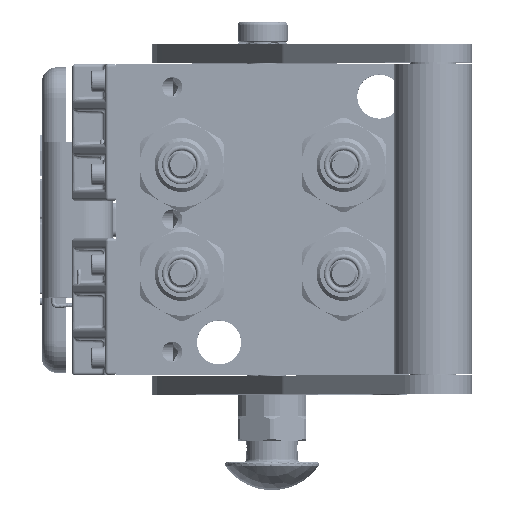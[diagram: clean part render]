
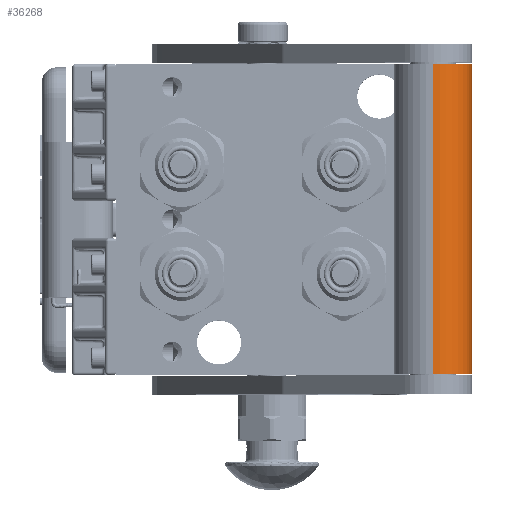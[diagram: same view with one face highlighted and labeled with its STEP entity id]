
A CAD part, top view. The second image highlights one B-rep face of the part: STEP entity #36268.
In plain terms, the highlighted cylindrical face has radius 12.5 mm (diameter 25 mm), a partial arc.
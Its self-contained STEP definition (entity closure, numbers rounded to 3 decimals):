
#858 = VERTEX_POINT ( 'NONE', #126697 ) ;
#3159 = DIRECTION ( 'NONE',  ( 1., 0., 0. ) ) ;
#6345 = CARTESIAN_POINT ( 'NONE',  ( 104., 0., 12.5 ) ) ;
#12691 = DIRECTION ( 'NONE',  ( 1., 0., 0. ) ) ;
#13141 = CARTESIAN_POINT ( 'NONE',  ( 4.5, 0., 0. ) ) ;
#16368 = CIRCLE ( 'NONE', #117563, 12.5 ) ;
#18790 = VERTEX_POINT ( 'NONE', #75546 ) ;
#20724 = CIRCLE ( 'NONE', #101669, 12.5 ) ;
#24151 = DIRECTION ( 'NONE',  ( 0., 0., -1. ) ) ;
#27703 = CARTESIAN_POINT ( 'NONE',  ( 104., 0., -12.5 ) ) ;
#29906 = ORIENTED_EDGE ( 'NONE', *, *, #108778, .F. ) ;
#32677 = ORIENTED_EDGE ( 'NONE', *, *, #49910, .T. ) ;
#36268 = ADVANCED_FACE ( 'NONE', ( #141683 ), #112632, .T. ) ;
#43562 = CARTESIAN_POINT ( 'NONE',  ( 104., 0., -12.5 ) ) ;
#44277 = EDGE_LOOP ( 'NONE', ( #70282, #29906, #88455, #32677 ) ) ;
#44671 = DIRECTION ( 'NONE',  ( 0., 0., -1. ) ) ;
#49910 = EDGE_CURVE ( 'NONE', #119371, #18790, #57269, .T. ) ;
#53024 = DIRECTION ( 'NONE',  ( -1., 0., 0. ) ) ;
#57269 = LINE ( 'NONE', #27703, #72463 ) ;
#60109 = VERTEX_POINT ( 'NONE', #6345 ) ;
#62058 = EDGE_CURVE ( 'NONE', #119371, #60109, #16368, .T. ) ;
#67454 = EDGE_CURVE ( 'NONE', #18790, #858, #20724, .T. ) ;
#70282 = ORIENTED_EDGE ( 'NONE', *, *, #67454, .T. ) ;
#72463 = VECTOR ( 'NONE', #124631, 1000. ) ;
#75546 = CARTESIAN_POINT ( 'NONE',  ( 4.5, 0., -12.5 ) ) ;
#75983 = VECTOR ( 'NONE', #106126, 1000. ) ;
#85905 = CARTESIAN_POINT ( 'NONE',  ( -5.425, 0., 0. ) ) ;
#88455 = ORIENTED_EDGE ( 'NONE', *, *, #62058, .F. ) ;
#93110 = LINE ( 'NONE', #107076, #75983 ) ;
#101669 = AXIS2_PLACEMENT_3D ( 'NONE', #13141, #12691, #44671 ) ;
#106126 = DIRECTION ( 'NONE',  ( -1., 0., 0. ) ) ;
#107076 = CARTESIAN_POINT ( 'NONE',  ( 104., 0., 12.5 ) ) ;
#108778 = EDGE_CURVE ( 'NONE', #60109, #858, #93110, .T. ) ;
#109830 = AXIS2_PLACEMENT_3D ( 'NONE', #85905, #53024, #140877 ) ;
#112632 = CYLINDRICAL_SURFACE ( 'NONE', #109830, 12.5 ) ;
#117563 = AXIS2_PLACEMENT_3D ( 'NONE', #122948, #3159, #24151 ) ;
#119371 = VERTEX_POINT ( 'NONE', #43562 ) ;
#122948 = CARTESIAN_POINT ( 'NONE',  ( 104., 0., 0. ) ) ;
#124631 = DIRECTION ( 'NONE',  ( -1., 0., 0. ) ) ;
#126697 = CARTESIAN_POINT ( 'NONE',  ( 4.5, 0., 12.5 ) ) ;
#140877 = DIRECTION ( 'NONE',  ( 0., 0., 1. ) ) ;
#141683 = FACE_OUTER_BOUND ( 'NONE', #44277, .T. ) ;
